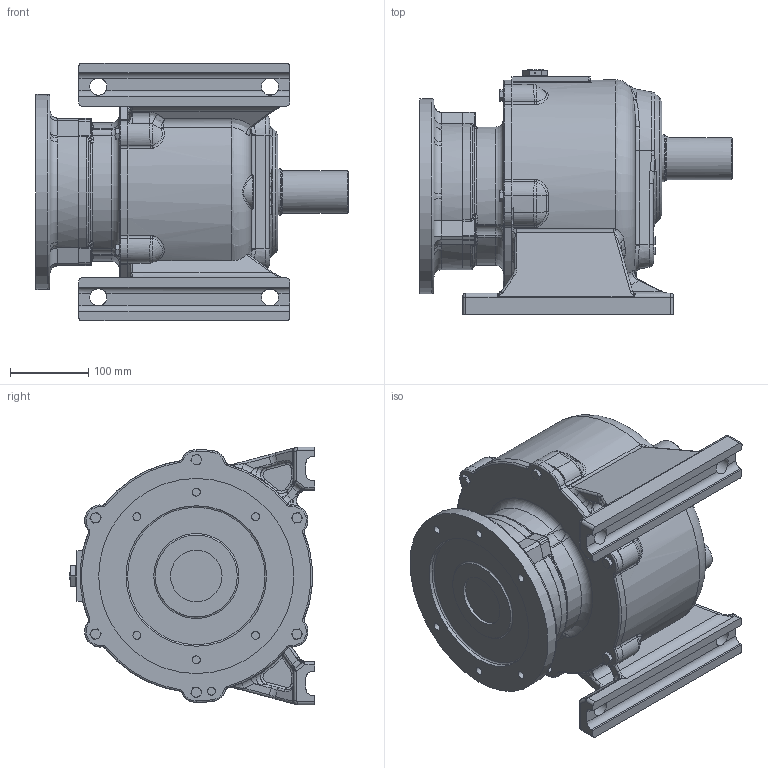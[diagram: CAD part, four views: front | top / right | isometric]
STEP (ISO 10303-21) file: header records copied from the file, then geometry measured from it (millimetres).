
FILE_DESCRIPTION (( 'STEP AP214' ), '1' );
FILE_NAME ('FN_FHI_2.2_R75.stp', '2022-06-23T00:18:39', ( 'Windows 餌辨濠' ), ( '' ), 'SwSTEP 2.0', 'SolidWorks 2021', '' );
FILE_SCHEMA (( 'AUTOMOTIVE_DESIGN' ));
Length unit declared in the file: millimetre
Products named in the file (1): FN_FHI_2.2_R75
Bounding box: 400 x 314.04 x 330 mm (x, y, z)
Volume: 17462647.9 mm3; surface area: 825493 mm2
Topology: 13 solids, 13 shells, 1067 faces, 2605 edges, 1567 vertices
Faces by surface type: plane 316, cylinder 278, bspline 240, torus 140, cone 87, sphere 6
Full cylindrical faces by diameter (mm): 1.5 x1, 6.8 x3, 8 x6, 8.376 x6, 9 x3, 10 x1, 10.2 x6, 11.6 x6, 12 x6, 18 x1, 22 x4, 26 x1, 55 x1, 60 x1, 63.8 x1, 66 x1, 78 x1, 82 x2, 180 x1, 250 x1, 266 x1, 275 x1, 280 x1
Entity records: 49951 total; most frequent: CARTESIAN_POINT 26606, ORIENTED_EDGE 4784, DIRECTION 4292, EDGE_CURVE 2392, AXIS2_PLACEMENT_3D 1698, VERTEX_POINT 1518, EDGE_LOOP 1276, FACE_OUTER_BOUND 1147
